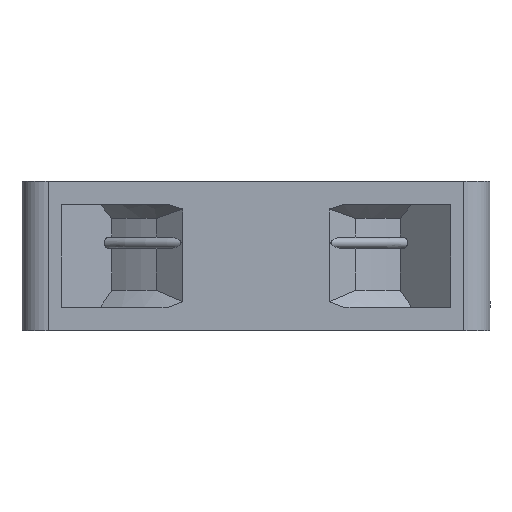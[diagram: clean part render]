
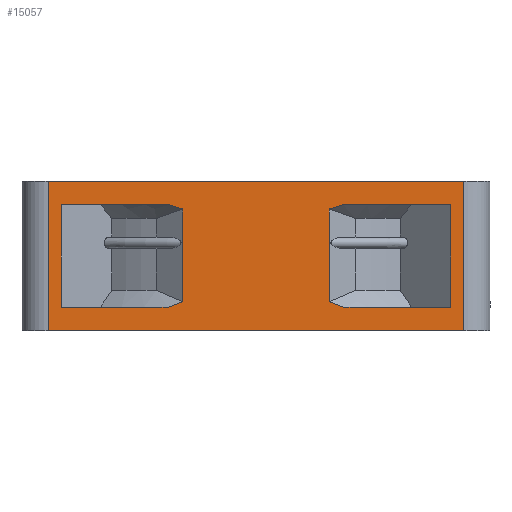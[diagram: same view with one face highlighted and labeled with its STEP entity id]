
A CAD part, left-side view. The second image highlights one B-rep face of the part: STEP entity #15057.
In plain terms, the highlighted planar face has unit normal (-1, 0, 0).
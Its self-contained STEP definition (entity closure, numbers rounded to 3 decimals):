
#212 = VECTOR ( 'NONE', #19315, 1000. ) ;
#392 = CARTESIAN_POINT ( 'NONE',  ( -40., -15.036, -2.95 ) ) ;
#674 = VERTEX_POINT ( 'NONE', #10811 ) ;
#812 = EDGE_CURVE ( 'NONE', #980, #31299, #8476, .T. ) ;
#919 = ORIENTED_EDGE ( 'NONE', *, *, #29351, .T. ) ;
#980 = VERTEX_POINT ( 'NONE', #18299 ) ;
#990 = VERTEX_POINT ( 'NONE', #27689 ) ;
#1089 = CARTESIAN_POINT ( 'NONE',  ( -40., 14.87, 14.55 ) ) ;
#1227 = VECTOR ( 'NONE', #12525, 1000. ) ;
#1473 = VERTEX_POINT ( 'NONE', #3204 ) ;
#1511 = CARTESIAN_POINT ( 'NONE',  ( -40., 13.304, 14.054 ) ) ;
#1543 = CARTESIAN_POINT ( 'NONE',  ( -40., -35.5, -6.95 ) ) ;
#1595 = VERTEX_POINT ( 'NONE', #18577 ) ;
#1608 = EDGE_CURVE ( 'NONE', #4574, #11033, #29992, .T. ) ;
#1796 = ORIENTED_EDGE ( 'NONE', *, *, #1608, .T. ) ;
#1846 = B_SPLINE_CURVE_WITH_KNOTS ( 'NONE', 3,
 ( #5666, #23221, #10625, #13457 ),
 .UNSPECIFIED., .F., .F.,
 ( 4, 4 ),
 ( 0., 1. ),
 .UNSPECIFIED. ) ;
#2248 = VECTOR ( 'NONE', #7864, 1000. ) ;
#2433 = ORIENTED_EDGE ( 'NONE', *, *, #15428, .F. ) ;
#2658 = CARTESIAN_POINT ( 'NONE',  ( -40., -13.355, -2.298 ) ) ;
#2853 = EDGE_CURVE ( 'NONE', #674, #990, #1846, .T. ) ;
#2965 = EDGE_CURVE ( 'NONE', #9453, #24338, #28077, .T. ) ;
#3204 = CARTESIAN_POINT ( 'NONE',  ( -40., -33.282, -2.95 ) ) ;
#3259 = DIRECTION ( 'NONE',  ( 0., 0., -1. ) ) ;
#3776 = VERTEX_POINT ( 'NONE', #14351 ) ;
#3796 = CARTESIAN_POINT ( 'NONE',  ( -40., 14.87, 14.55 ) ) ;
#4184 = ORIENTED_EDGE ( 'NONE', *, *, #2853, .F. ) ;
#4574 = VERTEX_POINT ( 'NONE', #16481 ) ;
#4759 = EDGE_CURVE ( 'NONE', #1473, #3776, #31051, .T. ) ;
#5243 = CARTESIAN_POINT ( 'NONE',  ( -40., -35.5, 18.55 ) ) ;
#5666 = CARTESIAN_POINT ( 'NONE',  ( -40., -14.87, 14.55 ) ) ;
#5769 = ORIENTED_EDGE ( 'NONE', *, *, #22321, .T. ) ;
#6027 = LINE ( 'NONE', #28054, #24880 ) ;
#6475 = ORIENTED_EDGE ( 'NONE', *, *, #30855, .T. ) ;
#6912 = VERTEX_POINT ( 'NONE', #14741 ) ;
#7333 = ORIENTED_EDGE ( 'NONE', *, *, #12776, .T. ) ;
#7557 = PLANE ( 'NONE',  #27966 ) ;
#7864 = DIRECTION ( 'NONE',  ( 0., 1., 0. ) ) ;
#8304 = CARTESIAN_POINT ( 'NONE',  ( -40., -12.5, -2.019 ) ) ;
#8476 = LINE ( 'NONE', #14686, #26547 ) ;
#8487 = CARTESIAN_POINT ( 'NONE',  ( -40., 35.5, 18.55 ) ) ;
#8852 = VECTOR ( 'NONE', #27215, 1000. ) ;
#9305 = FACE_BOUND ( 'NONE', #25152, .T. ) ;
#9453 = VERTEX_POINT ( 'NONE', #1543 ) ;
#9599 = EDGE_CURVE ( 'NONE', #1473, #12727, #20374, .T. ) ;
#9705 = VERTEX_POINT ( 'NONE', #8304 ) ;
#10140 = CARTESIAN_POINT ( 'NONE',  ( -40., 40., 18.55 ) ) ;
#10311 = CARTESIAN_POINT ( 'NONE',  ( -40., 15.036, -2.95 ) ) ;
#10477 = DIRECTION ( 'NONE',  ( 0., -1., 0. ) ) ;
#10584 = ORIENTED_EDGE ( 'NONE', *, *, #812, .T. ) ;
#10625 = CARTESIAN_POINT ( 'NONE',  ( -40., -13.297, 14.052 ) ) ;
#10811 = CARTESIAN_POINT ( 'NONE',  ( -40., -14.87, 14.55 ) ) ;
#10853 = VERTEX_POINT ( 'NONE', #1089 ) ;
#11033 = VERTEX_POINT ( 'NONE', #27399 ) ;
#11070 = CARTESIAN_POINT ( 'NONE',  ( -40., -33.282, -2.95 ) ) ;
#11139 = EDGE_LOOP ( 'NONE', ( #10584, #6475, #27268, #24631, #2433, #18561 ) ) ;
#11750 = DIRECTION ( 'NONE',  ( 0., 1., 0. ) ) ;
#11920 = EDGE_CURVE ( 'NONE', #10853, #20265, #27167, .T. ) ;
#11990 = CARTESIAN_POINT ( 'NONE',  ( -40., -35.5, 18.55 ) ) ;
#12354 = CARTESIAN_POINT ( 'NONE',  ( -40., -12.5, -2.019 ) ) ;
#12525 = DIRECTION ( 'NONE',  ( 0., 0., 1. ) ) ;
#12644 = CARTESIAN_POINT ( 'NONE',  ( -40., -15.036, -2.95 ) ) ;
#12727 = VERTEX_POINT ( 'NONE', #12644 ) ;
#12776 = EDGE_CURVE ( 'NONE', #11033, #9453, #14470, .T. ) ;
#12893 = CARTESIAN_POINT ( 'NONE',  ( -40., -14.2, -2.608 ) ) ;
#12928 = ORIENTED_EDGE ( 'NONE', *, *, #9599, .T. ) ;
#13219 = B_SPLINE_CURVE_WITH_KNOTS ( 'NONE', 3,
 ( #12354, #2658, #12893, #392 ),
 .UNSPECIFIED., .F., .F.,
 ( 4, 4 ),
 ( 0., 1. ),
 .UNSPECIFIED. ) ;
#13410 = CARTESIAN_POINT ( 'NONE',  ( -40., 35.5, -6.95 ) ) ;
#13457 = CARTESIAN_POINT ( 'NONE',  ( -40., -12.5, 13.838 ) ) ;
#13884 = DIRECTION ( 'NONE',  ( 0., 0., 1. ) ) ;
#14019 = CARTESIAN_POINT ( 'NONE',  ( -40., 12.5, -2.019 ) ) ;
#14351 = CARTESIAN_POINT ( 'NONE',  ( -40., -33.282, 14.55 ) ) ;
#14470 = LINE ( 'NONE', #13410, #16358 ) ;
#14686 = CARTESIAN_POINT ( 'NONE',  ( -40., 15.036, -2.95 ) ) ;
#14741 = CARTESIAN_POINT ( 'NONE',  ( -40., 12.5, -2.019 ) ) ;
#14940 = EDGE_CURVE ( 'NONE', #9705, #990, #29731, .T. ) ;
#15057 = ADVANCED_FACE ( 'NONE', ( #24717, #9305, #16635 ), #7557, .F. ) ;
#15116 = DIRECTION ( 'NONE',  ( 1., 0., 0. ) ) ;
#15428 = EDGE_CURVE ( 'NONE', #6912, #20265, #28933, .T. ) ;
#15482 = CARTESIAN_POINT ( 'NONE',  ( -40., 12.5, 13.838 ) ) ;
#16070 = CARTESIAN_POINT ( 'NONE',  ( -40., 14.094, 14.292 ) ) ;
#16358 = VECTOR ( 'NONE', #30166, 1000. ) ;
#16368 = CARTESIAN_POINT ( 'NONE',  ( -40., 12.5, 13.838 ) ) ;
#16481 = CARTESIAN_POINT ( 'NONE',  ( -40., 35.5, 18.55 ) ) ;
#16635 = FACE_BOUND ( 'NONE', #11139, .T. ) ;
#16708 = VECTOR ( 'NONE', #22040, 1000. ) ;
#16733 = ORIENTED_EDGE ( 'NONE', *, *, #21969, .F. ) ;
#18299 = CARTESIAN_POINT ( 'NONE',  ( -40., 15.036, -2.95 ) ) ;
#18561 = ORIENTED_EDGE ( 'NONE', *, *, #22383, .T. ) ;
#18577 = CARTESIAN_POINT ( 'NONE',  ( -40., 33.282, 14.55 ) ) ;
#19315 = DIRECTION ( 'NONE',  ( 0., -1., 0. ) ) ;
#19407 = ORIENTED_EDGE ( 'NONE', *, *, #2965, .T. ) ;
#19427 = CARTESIAN_POINT ( 'NONE',  ( -40., -14.87, 14.55 ) ) ;
#20265 = VERTEX_POINT ( 'NONE', #15482 ) ;
#20374 = LINE ( 'NONE', #29835, #2248 ) ;
#21969 = EDGE_CURVE ( 'NONE', #9705, #12727, #13219, .T. ) ;
#21975 = ORIENTED_EDGE ( 'NONE', *, *, #14940, .T. ) ;
#22040 = DIRECTION ( 'NONE',  ( 0., 0., 1. ) ) ;
#22321 = EDGE_CURVE ( 'NONE', #24338, #4574, #28869, .T. ) ;
#22383 = EDGE_CURVE ( 'NONE', #6912, #980, #31158, .T. ) ;
#22583 = CARTESIAN_POINT ( 'NONE',  ( -40., 14.208, -2.611 ) ) ;
#23221 = CARTESIAN_POINT ( 'NONE',  ( -40., -14.086, 14.289 ) ) ;
#23271 = LINE ( 'NONE', #24517, #16708 ) ;
#23307 = EDGE_LOOP ( 'NONE', ( #1796, #7333, #19407, #5769 ) ) ;
#23454 = VECTOR ( 'NONE', #30658, 1000. ) ;
#23530 = DIRECTION ( 'NONE',  ( 0., 0., 1. ) ) ;
#24338 = VERTEX_POINT ( 'NONE', #11990 ) ;
#24517 = CARTESIAN_POINT ( 'NONE',  ( -40., 33.282, -2.95 ) ) ;
#24631 = ORIENTED_EDGE ( 'NONE', *, *, #11920, .T. ) ;
#24717 = FACE_OUTER_BOUND ( 'NONE', #23307, .T. ) ;
#24880 = VECTOR ( 'NONE', #10477, 1000. ) ;
#24950 = CARTESIAN_POINT ( 'NONE',  ( -40., 13.362, -2.301 ) ) ;
#25152 = EDGE_LOOP ( 'NONE', ( #21975, #4184, #919, #26147, #12928, #16733 ) ) ;
#25998 = EDGE_CURVE ( 'NONE', #1595, #10853, #6027, .T. ) ;
#26147 = ORIENTED_EDGE ( 'NONE', *, *, #4759, .F. ) ;
#26411 = VECTOR ( 'NONE', #13884, 1000. ) ;
#26547 = VECTOR ( 'NONE', #11750, 1000. ) ;
#26932 = CARTESIAN_POINT ( 'NONE',  ( -40., -12.5, -2.019 ) ) ;
#27167 = B_SPLINE_CURVE_WITH_KNOTS ( 'NONE', 3,
 ( #3796, #16070, #1511, #16368 ),
 .UNSPECIFIED., .F., .F.,
 ( 4, 4 ),
 ( 0., 1. ),
 .UNSPECIFIED. ) ;
#27215 = DIRECTION ( 'NONE',  ( 0., 1., 0. ) ) ;
#27268 = ORIENTED_EDGE ( 'NONE', *, *, #25998, .T. ) ;
#27399 = CARTESIAN_POINT ( 'NONE',  ( -40., 35.5, -6.95 ) ) ;
#27689 = CARTESIAN_POINT ( 'NONE',  ( -40., -12.5, 13.838 ) ) ;
#27966 = AXIS2_PLACEMENT_3D ( 'NONE', #10140, #15116, #3259 ) ;
#27987 = CARTESIAN_POINT ( 'NONE',  ( -40., 33.282, -2.95 ) ) ;
#28054 = CARTESIAN_POINT ( 'NONE',  ( -40., 33.282, 14.55 ) ) ;
#28077 = LINE ( 'NONE', #28806, #29222 ) ;
#28552 = DIRECTION ( 'NONE',  ( 0., 0., 1. ) ) ;
#28806 = CARTESIAN_POINT ( 'NONE',  ( -40., -35.5, -6.95 ) ) ;
#28869 = LINE ( 'NONE', #5243, #8852 ) ;
#28933 = LINE ( 'NONE', #14019, #30483 ) ;
#29222 = VECTOR ( 'NONE', #23530, 1000. ) ;
#29351 = EDGE_CURVE ( 'NONE', #674, #3776, #30649, .T. ) ;
#29731 = LINE ( 'NONE', #26932, #1227 ) ;
#29835 = CARTESIAN_POINT ( 'NONE',  ( -40., -33.282, -2.95 ) ) ;
#29909 = CARTESIAN_POINT ( 'NONE',  ( -40., 12.5, -2.019 ) ) ;
#29992 = LINE ( 'NONE', #8487, #23454 ) ;
#30166 = DIRECTION ( 'NONE',  ( 0., -1., 0. ) ) ;
#30483 = VECTOR ( 'NONE', #28552, 1000. ) ;
#30649 = LINE ( 'NONE', #19427, #212 ) ;
#30658 = DIRECTION ( 'NONE',  ( 0., 0., -1. ) ) ;
#30855 = EDGE_CURVE ( 'NONE', #31299, #1595, #23271, .T. ) ;
#31051 = LINE ( 'NONE', #11070, #26411 ) ;
#31158 = B_SPLINE_CURVE_WITH_KNOTS ( 'NONE', 3,
 ( #29909, #24950, #22583, #10311 ),
 .UNSPECIFIED., .F., .F.,
 ( 4, 4 ),
 ( 0., 1. ),
 .UNSPECIFIED. ) ;
#31299 = VERTEX_POINT ( 'NONE', #27987 ) ;
